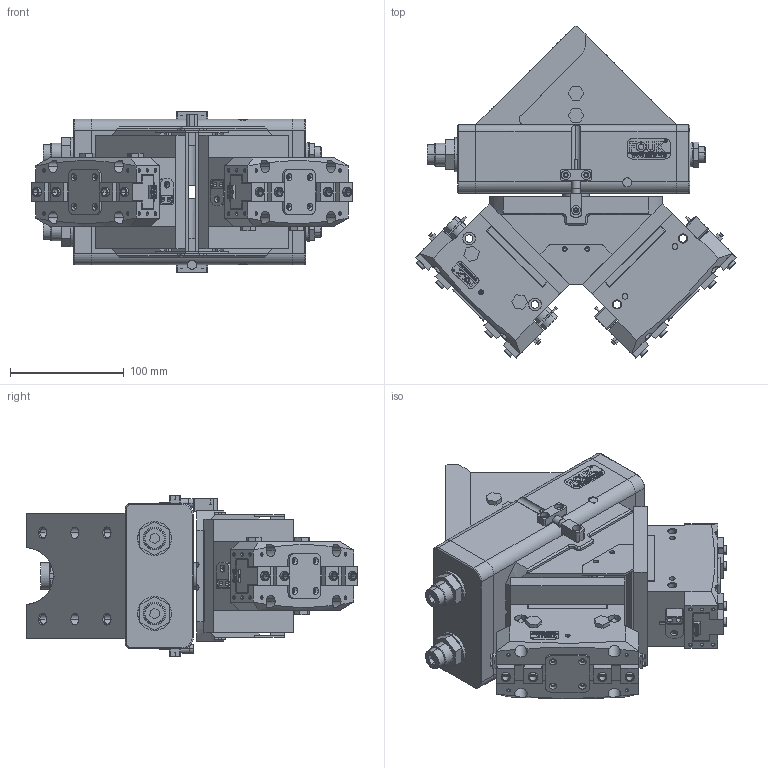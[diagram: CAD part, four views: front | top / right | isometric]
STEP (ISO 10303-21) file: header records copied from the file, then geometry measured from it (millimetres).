
FILE_DESCRIPTION (( 'STEP AP203' ), '1' );
FILE_NAME ('TG40-TR57-125-0¡ã.STEP', '2024-12-23T08:21:50', ( 'USER-' ), ( 'Microsoft' ), 'SwSTEP 2.0', 'SolidWorks 2018', '' );
FILE_SCHEMA (( 'CONFIG_CONTROL_DESIGN' ));
Length unit declared in the file: millimetre
Products named in the file (46): 揤輸杅耀.sldasm-Part-9; TG40.sldasm-Part-41; TG40.sldasm-Part-28; 揤輸蚾饜极; TG40.sldasm-Part-37; TG40.sldasm-Part-27; TG40.sldasm-Part-12; TG40.sldasm-Part-29; TG40.sldasm-Part-25; TR57 -125杅耀.sldasm-Part-1; TG40.sldasm-Part-9; 38x18-R5; TR57 -125杅耀.sldasm-Part-9; TG40.sldasm-Part-13; 25x12-R3; TR57 -125杅耀.sldasm-Part-10; TR57 -125杅耀.sldasm-Part-11; TG40-M-02眻褒輸; TG40.sldasm-Part-8; TR57 -125杅耀.sldasm-Part-17; TG40.sldasm-Part-19; TG40-M-05遣喳傷裔; TG40; TG40-M-12 茞癹弇傷裔; TG40.sldasm-Part-21; 蟀諉啣5; M14-1.5-70蹟翐; TR57 -125杅耀.sldasm-Part-3; TR57 -125杅耀.sldasm-Part-8; TG40.sldasm-Part-22; TG40.sldasm-Part-7; TR57 -125杅耀.sldasm-Part-15; M14杶蚾; TR57 -125杅耀.sldasm-Part-16; TG40.sldasm-Part-26; TG40-TR57-125-0°; TR57 -125 菁裔啣.sldasm-Part-15; TG40.sldasm-Part-14; TG40.sldasm-Part-34; TG40.sldasm-Part-11 ...
Assembly tree (57 placements, depth 4):
  TG40-TR57-125-0°
    TG40
      TG40.sldasm-Part-6
      TG40.sldasm-Part-7
      TG40.sldasm-Part-8
      TG40.sldasm-Part-9
      TG40.sldasm-Part-11
      TG40.sldasm-Part-12
      TG40.sldasm-Part-13
      TG40.sldasm-Part-14
      TG40.sldasm-Part-19
      TG40.sldasm-Part-20
      TG40.sldasm-Part-21
      TG40.sldasm-Part-22
      TG40.sldasm-Part-25
      TG40.sldasm-Part-26
      TG40.sldasm-Part-27
      TG40.sldasm-Part-28
      TG40.sldasm-Part-29
      TG40.sldasm-Part-34
      TG40.sldasm-Part-35
      TG40.sldasm-Part-37
      TG40.sldasm-Part-41
      TG40-M-12 茞癹弇傷裔
      M14杶蚾  x2
      M14-1.5-70蹟翐  x2
      TG40-M-02眻褒輸
      TG40-M-05遣喳傷裔
      38x18-R5
    蟀諉啣5  x2
    TR57 -125杅耀  x2
      TR57 -125杅耀.sldasm-Part-1
      TR57 -125杅耀.sldasm-Part-3
      TR57 -125杅耀.sldasm-Part-4
      TR57 -125杅耀.sldasm-Part-8
      TR57 -125杅耀.sldasm-Part-9
      TR57 -125杅耀.sldasm-Part-10
      TR57 -125杅耀.sldasm-Part-11
      TR57 -125杅耀.sldasm-Part-15
      TR57 -125杅耀.sldasm-Part-16
      TR57 -125杅耀.sldasm-Part-17
      TR57 -125 菁裔啣.sldasm-Part-15
      25x12-R3
      揤輸蚾饜极
        揤輸杅耀.sldasm-Part-9
        埴翐芛_GB_FASTENER_SCREWS_HSHCS M2X8-N  x2
    TG40.sldasm-Part-28  x4
Bounding box: 282.17 x 291.81 x 142 mm (x, y, z)
Volume: 4012542 mm3; surface area: 536906.7 mm2
Topology: 77 solids, 113 shells, 3909 faces, 9794 edges, 6264 vertices
Faces by surface type: plane 1895, cylinder 1024, cone 470, bspline 465, torus 55
Entity records: 87719 total; most frequent: CARTESIAN_POINT 26153, ORIENTED_EDGE 11938, DIRECTION 11084, EDGE_CURVE 5969, VERTEX_POINT 3874, AXIS2_PLACEMENT_3D 3743, VECTOR 3598, LINE 3598
